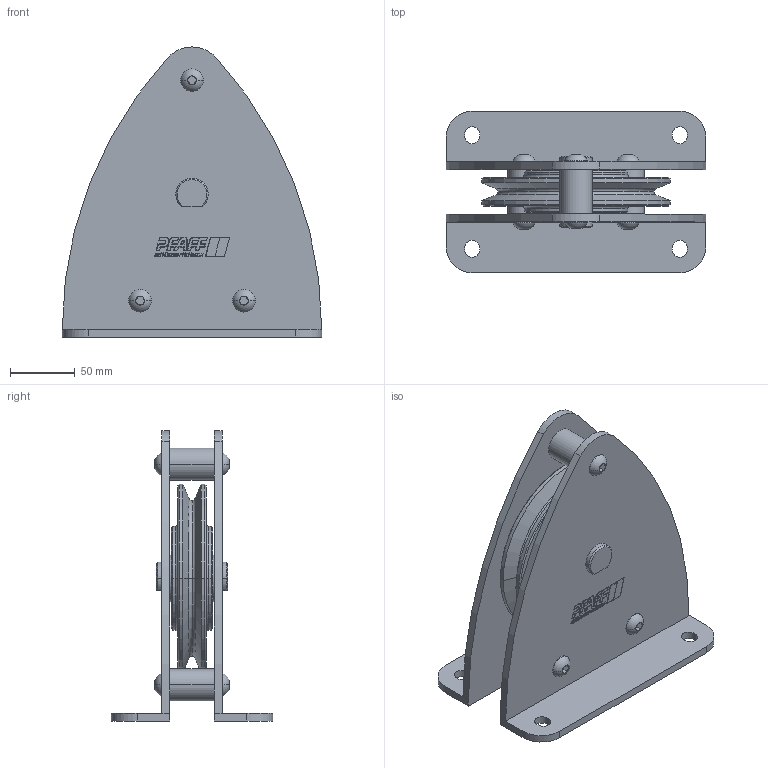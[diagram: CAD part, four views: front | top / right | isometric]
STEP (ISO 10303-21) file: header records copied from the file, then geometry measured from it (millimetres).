
FILE_DESCRIPTION(('STEP AP214'),'1');
FILE_NAME('cctmp_41D3875F-FE32-436B-8BCC-5E9971E2C9C4_2021_10_04_15_49_24_0384..stp','2021-10-04T13:49:24',('COLUMBUS McKINNON Engineered Products GmbH'),('CADClick - www.CADClick.com'),'Spatial InterOp 3D',' ','unknown authorization');
FILE_SCHEMA(('AUTOMOTIVE_DESIGN'));
Length unit declared in the file: millimetre
Products named in the file (1): Drahtseilrollenbock
Bounding box: 200 x 124.5 x 223.68 mm (x, y, z)
Volume: 885555.7 mm3; surface area: 242028.8 mm2
Topology: 1 solids, 10 shells, 668 faces, 1881 edges, 1196 vertices
Faces by surface type: plane 328, cylinder 214, torus 64, sphere 32, cone 30
Entity records: 29439 total; most frequent: CARTESIAN_POINT 6962, ORIENTED_EDGE 3634, DIRECTION 3551, EDGE_CURVE 1817, AXIS2_PLACEMENT_3D 1317, VERTEX_POINT 1196, LINE 917, VECTOR 917
